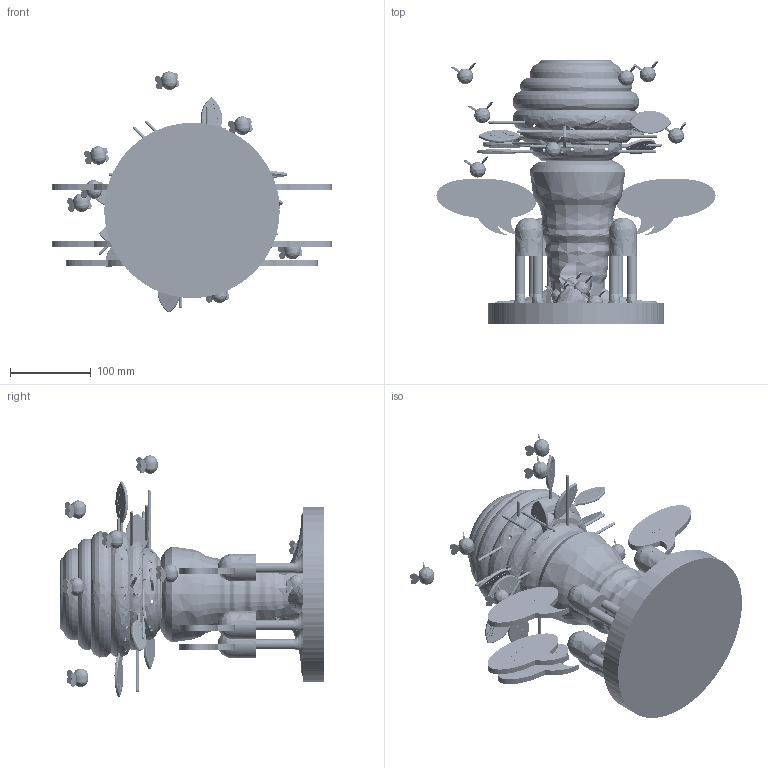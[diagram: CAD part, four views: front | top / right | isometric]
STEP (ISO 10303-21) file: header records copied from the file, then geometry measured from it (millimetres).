
FILE_DESCRIPTION(('FreeCAD Model'),'2;1');
FILE_NAME('Open CASCADE Shape Model','2025-05-04T11:42:36',('FreeCAD'),( 'FreeCAD'),'Open CASCADE STEP processor 7.6','FreeCAD','Unknown');
FILE_SCHEMA(('AUTOMOTIVE_DESIGN { 1 0 10303 214 1 1 1 1 }'));
Products named in the file (1): Open CASCADE STEP translator 7.6 1
Bounding box: 345.36 x 326.94 x 298.5 mm (x, y, z)
Volume: 3039389.1 mm3; surface area: 997616.8 mm2
Topology: 167 solids, 167 shells, 8290 faces, 22443 edges, 14606 vertices
Faces by surface type: bspline 8290
Entity records: 466336 total; most frequent: CARTESIAN_POINT 333187, ORIENTED_EDGE 44230, EDGE_CURVE 22115, B_SPLINE_CURVE_WITH_KNOTS 19395, VERTEX_POINT 14606, FACE_BOUND 8897, EDGE_LOOP 8897, ADVANCED_FACE 8290
